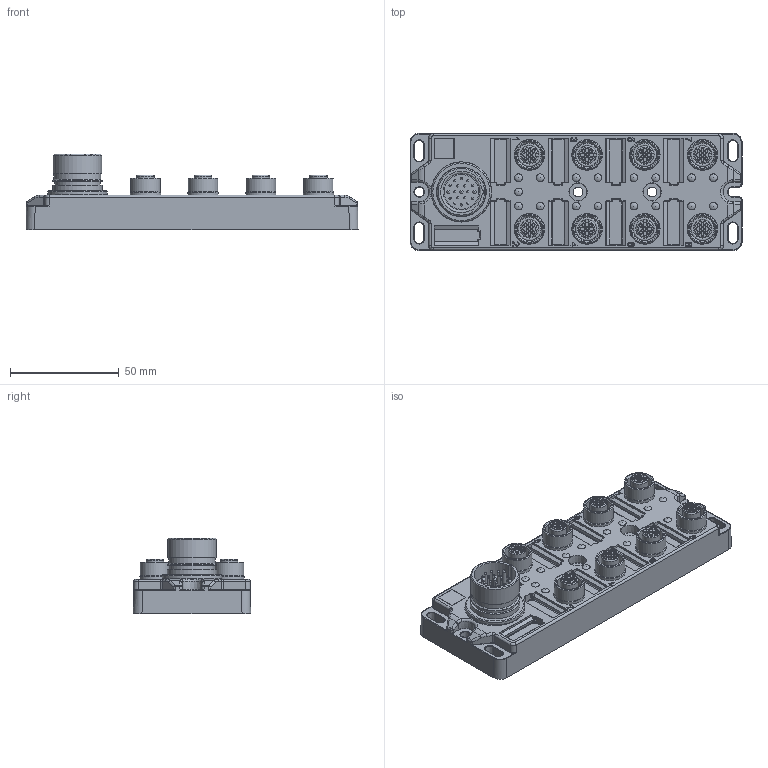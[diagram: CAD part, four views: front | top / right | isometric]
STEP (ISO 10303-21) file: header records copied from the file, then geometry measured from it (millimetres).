
FILE_DESCRIPTION(/* description */ (''),/* implementation_level */ '2;1');
FILE_NAME(/* name */ '5015837_8IOM12-5P3T.stp',/* time_stamp */ '2015-09-11T09:29:26+02:00',/* author */ (''),/* organization */ (''),/* preprocessor_version */ 'ST-DEVELOPER v14',/* originating_system */ 'SIEMENS PLM Software NX 8.0',/* authorisation */ '');
FILE_SCHEMA (('CONFIG_CONTROL_DESIGN'));
Products named in the file (1): 5015836__Verteilergehaeuse_8T_part_60419
Bounding box: 152.5 x 53.96 x 34.9 mm (x, y, z)
Volume: 131280.4 mm3; surface area: 36116.3 mm2
Topology: 2 solids, 2 shells, 1753 faces, 4110 edges, 2559 vertices
Faces by surface type: cylinder 775, plane 510, bspline 298, extrusion 64, cone 42, torus 39, sphere 25
Full cylindrical faces by diameter (mm): 1 x16, 1.15 x40, 1.5 x43, 1.73 x40, 4.36 x2, 11.1 x8, 13.6 x8, 14 x8, 15.9 x1, 20 x1, 21 x1, 21.5 x1, 22.35 x1, 22.8 x2
Entity records: 58923 total; most frequent: CARTESIAN_POINT 22218, ORIENTED_EDGE 7446, DIRECTION 7208, EDGE_CURVE 3723, AXIS2_PLACEMENT_3D 2830, VERTEX_POINT 2454, EDGE_LOOP 2246, ADVANCED_FACE 1753
